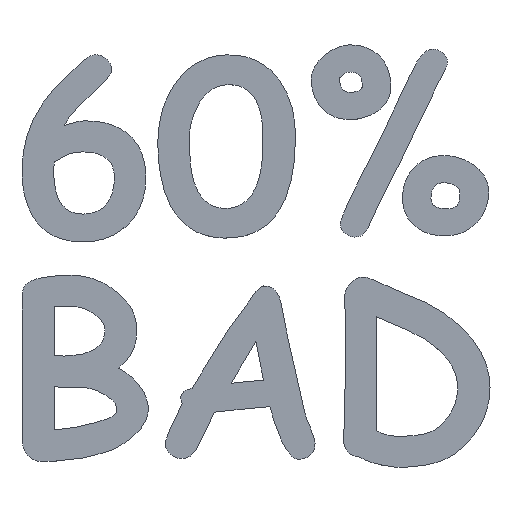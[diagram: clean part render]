
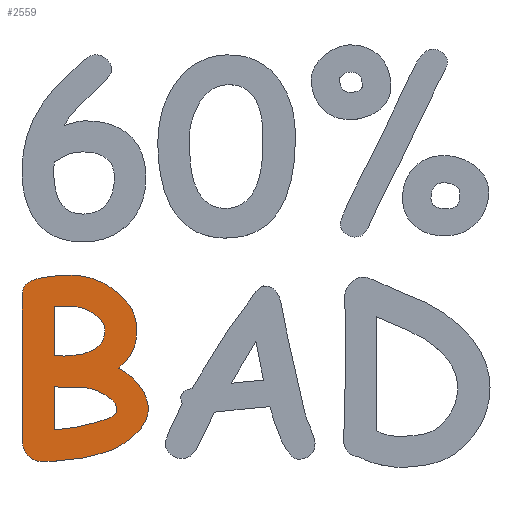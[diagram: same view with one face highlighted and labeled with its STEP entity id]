
A CAD part, top view. The second image highlights one B-rep face of the part: STEP entity #2559.
In plain terms, the highlighted planar face has unit normal (0, 0, 1).
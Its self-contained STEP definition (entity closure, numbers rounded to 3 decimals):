
#1769=CARTESIAN_POINT('',(-11.455,2.996,23.3));
#1770=VERTEX_POINT('',#1769);
#1777=CARTESIAN_POINT('',(-10.562,2.95,23.3));
#1778=VERTEX_POINT('',#1777);
#1779=CARTESIAN_POINT('',(-11.455,2.996,23.3));
#1780=CARTESIAN_POINT('',(-10.862,2.924,23.3));
#1781=CARTESIAN_POINT('',(-10.562,2.95,23.3));
#1782=B_SPLINE_CURVE_WITH_KNOTS('',2,(#1779,#1780,#1781),.UNSPECIFIED.,.F.,.F.,(3,3),(0.,0.065),.UNSPECIFIED.);
#1783=EDGE_CURVE('',#1770,#1778,#1782,.T.);
#1807=CARTESIAN_POINT('',(-11.449,4.365,23.3));
#1808=VERTEX_POINT('',#1807);
#1815=CARTESIAN_POINT('',(-11.449,4.365,23.3));
#1816=DIRECTION('',(-0.005,-1.,0.));
#1817=VECTOR('',#1816,1.369);
#1818=LINE('',#1815,#1817);
#1819=EDGE_CURVE('',#1808,#1770,#1818,.T.);
#1838=CARTESIAN_POINT('',(-11.455,5.747,23.3));
#1839=VERTEX_POINT('',#1838);
#1846=CARTESIAN_POINT('',(-11.455,5.747,23.3));
#1847=DIRECTION('',(0.005,-1.,0.));
#1848=VECTOR('',#1847,1.382);
#1849=LINE('',#1846,#1848);
#1850=EDGE_CURVE('',#1839,#1808,#1849,.T.);
#1877=CARTESIAN_POINT('',(-9.154,5.31,23.3));
#1878=VERTEX_POINT('',#1877);
#1885=CARTESIAN_POINT('',(-9.154,5.31,23.3));
#1886=CARTESIAN_POINT('',(-9.76,5.76,23.3));
#1887=CARTESIAN_POINT('',(-10.445,5.76,23.3));
#1888=CARTESIAN_POINT('',(-11.286,5.76,23.3));
#1889=CARTESIAN_POINT('',(-11.455,5.747,23.3));
#1890=B_SPLINE_CURVE_WITH_KNOTS('',2,(#1885,#1886,#1887,#1888,#1889),.UNSPECIFIED.,.F.,.F.,(3,2,3),(0.648,0.806,1.),.UNSPECIFIED.);
#1891=EDGE_CURVE('',#1878,#1839,#1890,.T.);
#1914=CARTESIAN_POINT('',(-7.89,-0.107,23.3));
#1915=VERTEX_POINT('',#1914);
#1922=CARTESIAN_POINT('',(-8.626,0.786,23.3));
#1923=VERTEX_POINT('',#1922);
#1924=CARTESIAN_POINT('',(-7.89,-0.107,23.3));
#1925=CARTESIAN_POINT('',(-7.909,0.395,23.3));
#1926=CARTESIAN_POINT('',(-8.626,0.786,23.3));
#1927=B_SPLINE_CURVE_WITH_KNOTS('',2,(#1924,#1925,#1926),.UNSPECIFIED.,.F.,.F.,(3,3),(0.372,0.603),.UNSPECIFIED.);
#1928=EDGE_CURVE('',#1915,#1923,#1927,.T.);
#1954=CARTESIAN_POINT('',(-9.024,-0.811,23.3));
#1955=VERTEX_POINT('',#1954);
#1962=CARTESIAN_POINT('',(-9.024,-0.811,23.3));
#1963=CARTESIAN_POINT('',(-7.876,-0.485,23.3));
#1964=CARTESIAN_POINT('',(-7.89,-0.107,23.3));
#1965=B_SPLINE_CURVE_WITH_KNOTS('',2,(#1962,#1963,#1964),.UNSPECIFIED.,.F.,.F.,(3,3),(0.198,0.372),.UNSPECIFIED.);
#1966=EDGE_CURVE('',#1955,#1915,#1965,.T.);
#1987=CARTESIAN_POINT('',(-11.455,-1.241,23.3));
#1988=VERTEX_POINT('',#1987);
#1995=CARTESIAN_POINT('',(-11.455,-1.241,23.3));
#1996=CARTESIAN_POINT('',(-10.334,-1.183,23.3));
#1997=CARTESIAN_POINT('',(-9.024,-0.811,23.3));
#1998=B_SPLINE_CURVE_WITH_KNOTS('',2,(#1995,#1996,#1997),.UNSPECIFIED.,.F.,.F.,(3,3),(0.,0.198),.UNSPECIFIED.);
#1999=EDGE_CURVE('',#1988,#1955,#1998,.T.);
#2018=CARTESIAN_POINT('',(-11.455,1.197,23.3));
#2019=VERTEX_POINT('',#2018);
#2026=CARTESIAN_POINT('',(-11.455,1.197,23.3));
#2027=DIRECTION('',(0.,-1.,0.));
#2028=VECTOR('',#2027,2.438);
#2029=LINE('',#2026,#2028);
#2030=EDGE_CURVE('',#2019,#1988,#2029,.T.);
#2051=CARTESIAN_POINT('',(-9.682,1.151,23.3));
#2052=VERTEX_POINT('',#2051);
#2059=CARTESIAN_POINT('',(-9.682,1.151,23.3));
#2060=CARTESIAN_POINT('',(-10.275,1.151,23.3));
#2061=CARTESIAN_POINT('',(-11.455,1.197,23.3));
#2062=B_SPLINE_CURVE_WITH_KNOTS('',2,(#2059,#2060,#2061),.UNSPECIFIED.,.F.,.F.,(3,3),(0.784,1.),.UNSPECIFIED.);
#2063=EDGE_CURVE('',#2052,#2019,#2062,.T.);
#2092=CARTESIAN_POINT('',(-6.664,1.334,23.3));
#2093=VERTEX_POINT('',#2092);
#2100=CARTESIAN_POINT('',(-7.055,-1.685,23.3));
#2101=VERTEX_POINT('',#2100);
#2102=CARTESIAN_POINT('',(-6.664,1.334,23.3));
#2103=CARTESIAN_POINT('',(-6.11,0.642,23.3));
#2104=CARTESIAN_POINT('',(-6.11,-0.042,23.3));
#2105=CARTESIAN_POINT('',(-6.11,-0.909,23.3));
#2106=CARTESIAN_POINT('',(-7.055,-1.685,23.3));
#2107=B_SPLINE_CURVE_WITH_KNOTS('',2,(#2102,#2103,#2104,#2105,#2106),.UNSPECIFIED.,.F.,.F.,(3,2,3),(0.735,0.782,0.842),.UNSPECIFIED.);
#2108=EDGE_CURVE('',#2093,#2101,#2107,.T.);
#2134=CARTESIAN_POINT('',(-7.785,2.259,23.3));
#2135=VERTEX_POINT('',#2134);
#2142=CARTESIAN_POINT('',(-7.785,2.259,23.3));
#2143=CARTESIAN_POINT('',(-7.153,1.953,23.3));
#2144=CARTESIAN_POINT('',(-6.664,1.334,23.3));
#2145=B_SPLINE_CURVE_WITH_KNOTS('',2,(#2142,#2143,#2144),.UNSPECIFIED.,.F.,.F.,(3,3),(0.692,0.735),.UNSPECIFIED.);
#2146=EDGE_CURVE('',#2135,#2093,#2145,.T.);
#2167=CARTESIAN_POINT('',(-7.036,3.152,23.3));
#2168=VERTEX_POINT('',#2167);
#2175=CARTESIAN_POINT('',(-7.036,3.152,23.3));
#2176=CARTESIAN_POINT('',(-7.251,2.735,23.3));
#2177=CARTESIAN_POINT('',(-7.785,2.259,23.3));
#2178=B_SPLINE_CURVE_WITH_KNOTS('',2,(#2175,#2176,#2177),.UNSPECIFIED.,.F.,.F.,(3,3),(0.649,0.692),.UNSPECIFIED.);
#2179=EDGE_CURVE('',#2168,#2135,#2178,.T.);
#2206=CARTESIAN_POINT('',(-8.085,6.731,23.3));
#2207=VERTEX_POINT('',#2206);
#2214=CARTESIAN_POINT('',(-8.085,6.731,23.3));
#2215=CARTESIAN_POINT('',(-6.762,5.805,23.3));
#2216=CARTESIAN_POINT('',(-6.762,4.417,23.3));
#2217=CARTESIAN_POINT('',(-6.762,3.667,23.3));
#2218=CARTESIAN_POINT('',(-7.036,3.152,23.3));
#2219=B_SPLINE_CURVE_WITH_KNOTS('',2,(#2214,#2215,#2216,#2217,#2218),.UNSPECIFIED.,.F.,.F.,(3,2,3),(0.497,0.596,0.649),.UNSPECIFIED.);
#2220=EDGE_CURVE('',#2207,#2168,#2219,.T.);
#2247=CARTESIAN_POINT('',(-12.088,7.383,23.3));
#2248=VERTEX_POINT('',#2247);
#2255=CARTESIAN_POINT('',(-12.088,7.383,23.3));
#2256=CARTESIAN_POINT('',(-11.592,7.526,23.3));
#2257=CARTESIAN_POINT('',(-10.445,7.526,23.3));
#2258=CARTESIAN_POINT('',(-9.213,7.526,23.3));
#2259=CARTESIAN_POINT('',(-8.085,6.731,23.3));
#2260=B_SPLINE_CURVE_WITH_KNOTS('',2,(#2255,#2256,#2257,#2258,#2259),.UNSPECIFIED.,.F.,.F.,(3,2,3),(0.333,0.412,0.497),.UNSPECIFIED.);
#2261=EDGE_CURVE('',#2248,#2207,#2260,.T.);
#2282=CARTESIAN_POINT('',(-13.228,6.64,23.3));
#2283=VERTEX_POINT('',#2282);
#2290=CARTESIAN_POINT('',(-13.228,6.64,23.3));
#2291=CARTESIAN_POINT('',(-13.137,7.253,23.3));
#2292=CARTESIAN_POINT('',(-12.088,7.383,23.3));
#2293=B_SPLINE_CURVE_WITH_KNOTS('',2,(#2290,#2291,#2292),.UNSPECIFIED.,.F.,.F.,(3,3),(0.172,0.333),.UNSPECIFIED.);
#2294=EDGE_CURVE('',#2283,#2248,#2293,.T.);
#2315=CARTESIAN_POINT('',(-13.261,5.792,23.3));
#2316=VERTEX_POINT('',#2315);
#2323=CARTESIAN_POINT('',(-13.261,5.792,23.3));
#2324=CARTESIAN_POINT('',(-13.281,6.294,23.3));
#2325=CARTESIAN_POINT('',(-13.228,6.64,23.3));
#2326=B_SPLINE_CURVE_WITH_KNOTS('',2,(#2323,#2324,#2325),.UNSPECIFIED.,.F.,.F.,(3,3),(0.08,0.172),.UNSPECIFIED.);
#2327=EDGE_CURVE('',#2316,#2283,#2326,.T.);
#2348=CARTESIAN_POINT('',(-13.228,4.906,23.3));
#2349=VERTEX_POINT('',#2348);
#2356=CARTESIAN_POINT('',(-13.228,4.906,23.3));
#2357=CARTESIAN_POINT('',(-13.248,5.349,23.3));
#2358=CARTESIAN_POINT('',(-13.261,5.792,23.3));
#2359=B_SPLINE_CURVE_WITH_KNOTS('',2,(#2356,#2357,#2358),.UNSPECIFIED.,.F.,.F.,(3,3),(0.,0.08),.UNSPECIFIED.);
#2360=EDGE_CURVE('',#2349,#2316,#2359,.T.);
#2379=CARTESIAN_POINT('',(-13.228,-2.004,23.3));
#2380=VERTEX_POINT('',#2379);
#2387=CARTESIAN_POINT('',(-13.228,-2.004,23.3));
#2388=DIRECTION('',(0.,1.,0.));
#2389=VECTOR('',#2388,6.91);
#2390=LINE('',#2387,#2389);
#2391=EDGE_CURVE('',#2380,#2349,#2390,.T.);
#2424=CARTESIAN_POINT('',(-8.378,-2.46,23.3));
#2425=VERTEX_POINT('',#2424);
#2432=CARTESIAN_POINT('',(-8.378,-2.46,23.3));
#2433=CARTESIAN_POINT('',(-9.897,-3.028,23.3));
#2434=CARTESIAN_POINT('',(-12.218,-3.028,23.3));
#2435=CARTESIAN_POINT('',(-12.609,-3.028,23.3));
#2436=CARTESIAN_POINT('',(-12.919,-2.702,23.3));
#2437=CARTESIAN_POINT('',(-13.228,-2.376,23.3));
#2438=CARTESIAN_POINT('',(-13.228,-2.004,23.3));
#2439=B_SPLINE_CURVE_WITH_KNOTS('',2,(#2432,#2433,#2434,#2435,#2436,#2437,#2438),.UNSPECIFIED.,.F.,.F.,(3,2,2,3),(0.882,0.97,0.985,1.),.UNSPECIFIED.);
#2440=EDGE_CURVE('',#2425,#2380,#2439,.T.);
#2460=CARTESIAN_POINT('',(-8.626,0.786,23.3));
#2461=CARTESIAN_POINT('',(-9.187,1.099,23.3));
#2462=CARTESIAN_POINT('',(-9.682,1.151,23.3));
#2463=B_SPLINE_CURVE_WITH_KNOTS('',2,(#2460,#2461,#2462),.UNSPECIFIED.,.F.,.F.,(3,3),(0.603,0.784),.UNSPECIFIED.);
#2464=EDGE_CURVE('',#1923,#2052,#2463,.T.);
#2484=CARTESIAN_POINT('',(-7.055,-1.685,23.3));
#2485=CARTESIAN_POINT('',(-7.687,-2.2,23.3));
#2486=CARTESIAN_POINT('',(-8.378,-2.46,23.3));
#2487=B_SPLINE_CURVE_WITH_KNOTS('',2,(#2484,#2485,#2486),.UNSPECIFIED.,.F.,.F.,(3,3),(0.842,0.882),.UNSPECIFIED.);
#2488=EDGE_CURVE('',#2101,#2425,#2487,.T.);
#2514=CARTESIAN_POINT('',(-10.562,2.95,23.3));
#2515=CARTESIAN_POINT('',(-8.567,3.107,23.3));
#2516=CARTESIAN_POINT('',(-8.567,4.417,23.3));
#2517=CARTESIAN_POINT('',(-8.567,4.88,23.3));
#2518=CARTESIAN_POINT('',(-9.154,5.31,23.3));
#2519=B_SPLINE_CURVE_WITH_KNOTS('',2,(#2514,#2515,#2516,#2517,#2518),.UNSPECIFIED.,.F.,.F.,(3,2,3),(0.065,0.496,0.648),.UNSPECIFIED.);
#2520=EDGE_CURVE('',#1778,#1878,#2519,.T.);
#2526=CARTESIAN_POINT('',(-0.,0.,23.3));
#2527=DIRECTION('',(0.,0.,1.));
#2528=DIRECTION('',(1.,0.,0.));
#2529=AXIS2_PLACEMENT_3D('',#2526,#2527,#2528);
#2530=PLANE('',#2529);
#2531=ORIENTED_EDGE('',*,*,#2108,.F.);
#2532=ORIENTED_EDGE('',*,*,#2146,.F.);
#2533=ORIENTED_EDGE('',*,*,#2179,.F.);
#2534=ORIENTED_EDGE('',*,*,#2220,.F.);
#2535=ORIENTED_EDGE('',*,*,#2261,.F.);
#2536=ORIENTED_EDGE('',*,*,#2294,.F.);
#2537=ORIENTED_EDGE('',*,*,#2327,.F.);
#2538=ORIENTED_EDGE('',*,*,#2360,.F.);
#2539=ORIENTED_EDGE('',*,*,#2391,.F.);
#2540=ORIENTED_EDGE('',*,*,#2440,.F.);
#2541=ORIENTED_EDGE('',*,*,#2488,.F.);
#2542=EDGE_LOOP('',(#2531,#2532,#2533,#2534,#2535,#2536,#2537,#2538,#2539,#2540,#2541));
#2543=FACE_BOUND('',#2542,.T.);
#2544=ORIENTED_EDGE('',*,*,#1928,.F.);
#2545=ORIENTED_EDGE('',*,*,#1966,.F.);
#2546=ORIENTED_EDGE('',*,*,#1999,.F.);
#2547=ORIENTED_EDGE('',*,*,#2030,.F.);
#2548=ORIENTED_EDGE('',*,*,#2063,.F.);
#2549=ORIENTED_EDGE('',*,*,#2464,.F.);
#2550=EDGE_LOOP('',(#2544,#2545,#2546,#2547,#2548,#2549));
#2551=FACE_BOUND('',#2550,.T.);
#2552=ORIENTED_EDGE('',*,*,#1783,.F.);
#2553=ORIENTED_EDGE('',*,*,#1819,.F.);
#2554=ORIENTED_EDGE('',*,*,#1850,.F.);
#2555=ORIENTED_EDGE('',*,*,#1891,.F.);
#2556=ORIENTED_EDGE('',*,*,#2520,.F.);
#2557=EDGE_LOOP('',(#2552,#2553,#2554,#2555,#2556));
#2558=FACE_BOUND('',#2557,.T.);
#2559=ADVANCED_FACE('',(#2543,#2551,#2558),#2530,.T.);
